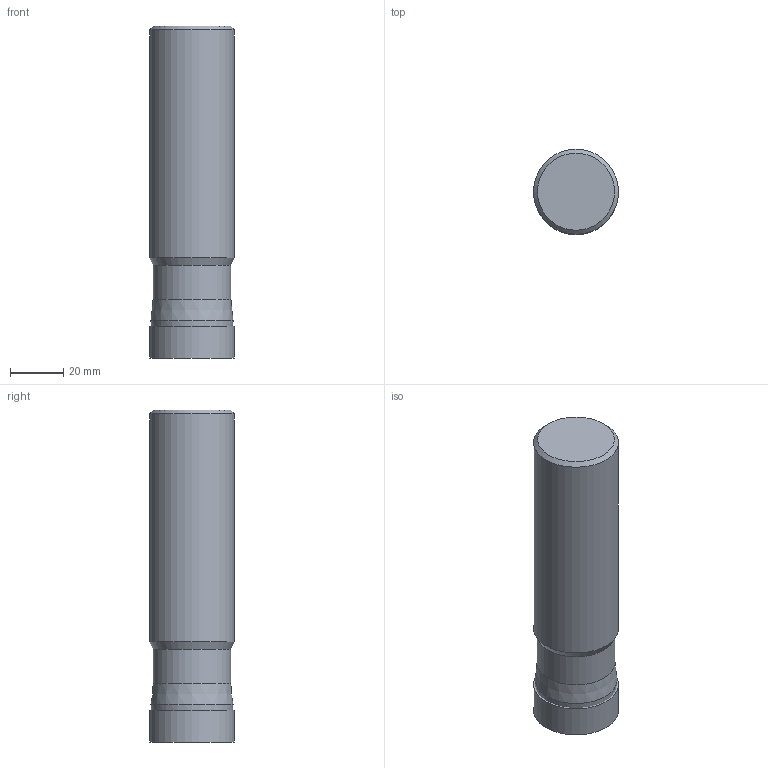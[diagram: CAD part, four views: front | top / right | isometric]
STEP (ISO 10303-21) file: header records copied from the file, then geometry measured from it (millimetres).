
FILE_DESCRIPTION(/* description */ ('3-D model version:1'),/* implementation_level */ '2;1');
FILE_NAME(/* name */ 'R790-032A32S1-16M',/* time_stamp */ '2015-10-15T07:46:44+02:00',/* author */ ('InteractiveCad'),/* organization */ ('AB Sandvik Coromant'),/* preprocessor_version */ 'ST-DEVELOPER v15',/* originating_system */ 'SIEMENS PLM Software NX 8.5',/* authorisation */ '');
FILE_SCHEMA (('AP203_CONFIGURATION_CONTROLLED_3D_DESIGN_OF_MECHANICAL_PARTS_AND_ASSEMBLIES_MIM_LF { 1 0 10303 403 2 1 2}'));
Length unit declared in the file: millimetre
Products named in the file (1): R790_032A32S1_16M_SIM
Bounding box: 32 x 32 x 125 mm (x, y, z)
Volume: 103469.8 mm3; surface area: 16612.1 mm2
Topology: 2 solids, 2 shells, 18 faces, 32 edges, 19 vertices
Faces by surface type: cone 6, plane 5, cylinder 4, torus 3
Full cylindrical faces by diameter (mm): 10 x1, 29.286 x1, 32 x2
Entity records: 458 total; most frequent: DIRECTION 72, CARTESIAN_POINT 53, AXIS2_PLACEMENT_3D 36, EDGE_LOOP 34, ORIENTED_EDGE 34, FACE_BOUND 32, ADVANCED_FACE 18, VERTEX_POINT 17
